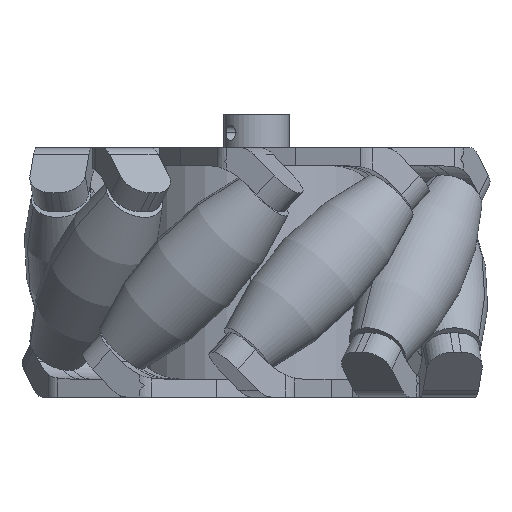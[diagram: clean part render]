
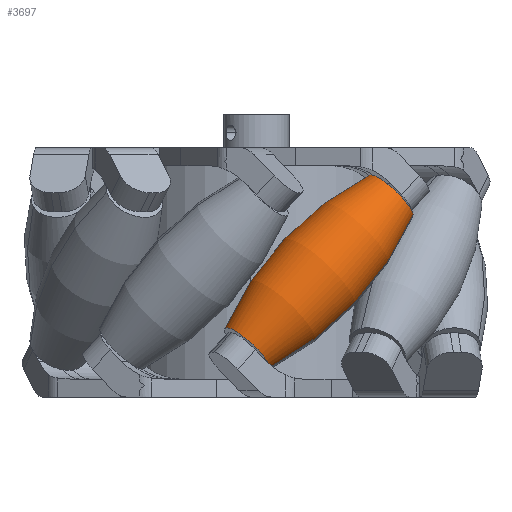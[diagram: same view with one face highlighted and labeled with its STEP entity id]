
A CAD part, front view. The second image highlights one B-rep face of the part: STEP entity #3697.
In plain terms, the highlighted toroidal (fillet/blend) face has major radius 47.335 mm and minor radius 55.344 mm.
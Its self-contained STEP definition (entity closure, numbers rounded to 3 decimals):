
#141 = CARTESIAN_POINT ( 'NONE',  ( 21., 0., 0. ) ) ;
#189 = CARTESIAN_POINT ( 'NONE',  ( 39., 0., 0. ) ) ;
#583 = AXIS2_PLACEMENT_3D ( 'NONE', #7124, #7875, #6463 ) ;
#773 = EDGE_CURVE ( 'NONE', #3272, #822, #2508, .T. ) ;
#822 = VERTEX_POINT ( 'NONE', #7299 ) ;
#843 = DIRECTION ( 'NONE',  ( 0., 0., 1. ) ) ;
#844 = FACE_OUTER_BOUND ( 'NONE', #5263, .T. ) ;
#1114 = CARTESIAN_POINT ( 'NONE',  ( 21., 0., -47.335 ) ) ;
#1908 = ORIENTED_EDGE ( 'NONE', *, *, #5785, .F. ) ;
#1948 = VERTEX_POINT ( 'NONE', #2937 ) ;
#1962 = ORIENTED_EDGE ( 'NONE', *, *, #4938, .T. ) ;
#2169 = TOROIDAL_SURFACE ( 'NONE', #4424, -47.335, 55.344 ) ;
#2287 = DIRECTION ( 'NONE',  ( -1., 0., 0. ) ) ;
#2508 = CIRCLE ( 'NONE', #3866, 5. ) ;
#2865 = EDGE_CURVE ( 'NONE', #8620, #822, #7048, .T. ) ;
#2937 = CARTESIAN_POINT ( 'NONE',  ( 39., 0., -5. ) ) ;
#2973 = AXIS2_PLACEMENT_3D ( 'NONE', #1114, #4036, #9089 ) ;
#2974 = CIRCLE ( 'NONE', #583, 55.344 ) ;
#3006 = DIRECTION ( 'NONE',  ( -1., 0., 0. ) ) ;
#3124 = CARTESIAN_POINT ( 'NONE',  ( 39., 0., 5. ) ) ;
#3272 = VERTEX_POINT ( 'NONE', #6553 ) ;
#3667 = DIRECTION ( 'NONE',  ( -1., 0., 0. ) ) ;
#3697 = ADVANCED_FACE ( 'NONE', ( #844 ), #2169, .T. ) ;
#3866 = AXIS2_PLACEMENT_3D ( 'NONE', #7999, #3667, #843 ) ;
#4036 = DIRECTION ( 'NONE',  ( 0., -1., 0. ) ) ;
#4424 = AXIS2_PLACEMENT_3D ( 'NONE', #141, #3006, #8900 ) ;
#4938 = EDGE_CURVE ( 'NONE', #1948, #8620, #5709, .T. ) ;
#5263 = EDGE_LOOP ( 'NONE', ( #1908, #1962, #7187, #9129 ) ) ;
#5709 = CIRCLE ( 'NONE', #6924, 5. ) ;
#5785 = EDGE_CURVE ( 'NONE', #1948, #3272, #2974, .T. ) ;
#5823 = DIRECTION ( 'NONE',  ( 0., 0., 1. ) ) ;
#6463 = DIRECTION ( 'NONE',  ( 0., 0., 1. ) ) ;
#6553 = CARTESIAN_POINT ( 'NONE',  ( 3., 0., -5. ) ) ;
#6924 = AXIS2_PLACEMENT_3D ( 'NONE', #189, #2287, #5823 ) ;
#7048 = CIRCLE ( 'NONE', #2973, 55.344 ) ;
#7124 = CARTESIAN_POINT ( 'NONE',  ( 21., 0., 47.335 ) ) ;
#7187 = ORIENTED_EDGE ( 'NONE', *, *, #2865, .T. ) ;
#7299 = CARTESIAN_POINT ( 'NONE',  ( 3., 0., 5. ) ) ;
#7875 = DIRECTION ( 'NONE',  ( 0., 1., 0. ) ) ;
#7999 = CARTESIAN_POINT ( 'NONE',  ( 3., 0., 0. ) ) ;
#8620 = VERTEX_POINT ( 'NONE', #3124 ) ;
#8900 = DIRECTION ( 'NONE',  ( 0., 0., 1. ) ) ;
#9089 = DIRECTION ( 'NONE',  ( 0., 0., -1. ) ) ;
#9129 = ORIENTED_EDGE ( 'NONE', *, *, #773, .F. ) ;
